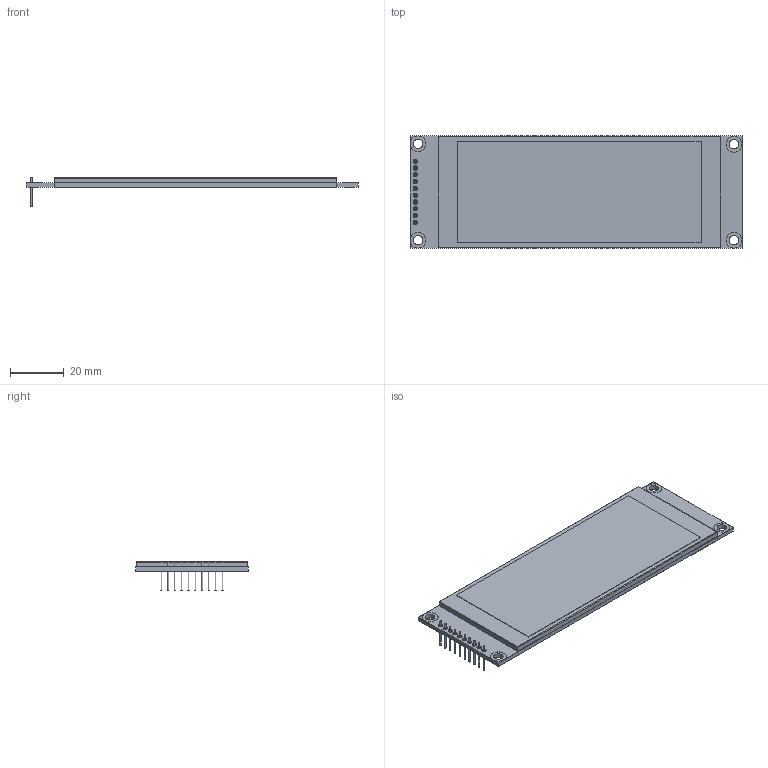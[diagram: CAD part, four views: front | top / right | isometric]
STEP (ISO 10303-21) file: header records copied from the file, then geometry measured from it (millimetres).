
FILE_DESCRIPTION(/* description */ ('STEP AP242','CAx-IF Rec.Pracs.---Representation and Presentation of Product Manufacturing Information (PMI)---4.0---2014-10-13','CAx-IF Rec.Pracs.---3D Tessellated Geometry---0.4---2014-09-14','2;1'),/* implementation_level */ '2;1');
FILE_NAME(/* name */ '61b7c44002ec8a67e208394f',/* time_stamp */ '2021-12-13T22:08:02+00:00',/* author */ (''),/* organization */ (''),/* preprocessor_version */ 'ST-DEVELOPER v18.1',/* originating_system */ ' ',/* authorisation */ ' ');
FILE_SCHEMA (('AP242_MANAGED_MODEL_BASED_3D_ENGINEERING_MIM_LF { 1 0 10303 442 1 1 4 }'));
Length unit declared in the file: metre
Products named in the file (14): Part 1; Part 2; Part 3; Part 4; Part 5; Part 6; Part 7; Part 8; Part 9; Part 10; Part 11; Part 12; Part 13; Part 14
Bounding box: 124 x 42 x 11.2 mm (x, y, z)
Volume: 12251.7 mm3; surface area: 15539.7 mm2
Topology: 14 solids, 14 shells, 128 faces, 256 edges, 166 vertices
Faces by surface type: plane 66, cylinder 52, cone 10
Full cylindrical faces by diameter (mm): 0.5 x10, 0.9 x10, 1.6 x20, 3.5 x4, 5.9 x4
Entity records: 4165 total; most frequent: DIRECTION 592, CARTESIAN_POINT 506, ORIENTED_EDGE 396, EDGE_LOOP 258, FACE_BOUND 258, AXIS2_PLACEMENT_3D 252, EDGE_CURVE 198, VERTEX_POINT 166
